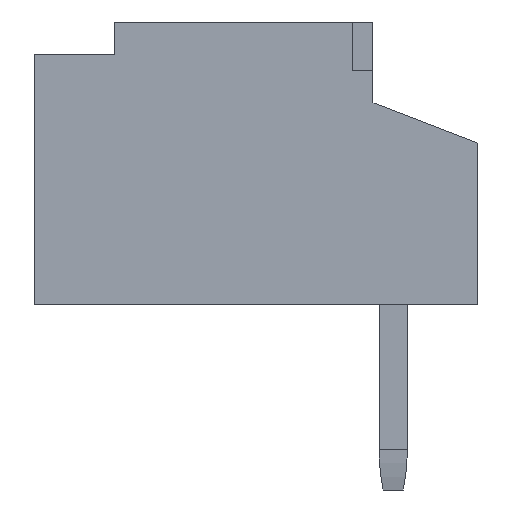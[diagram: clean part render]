
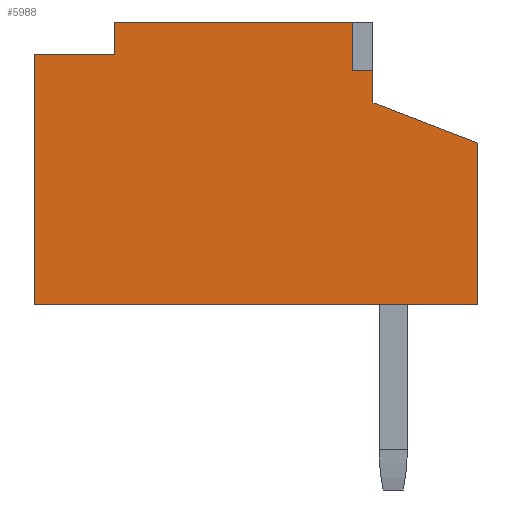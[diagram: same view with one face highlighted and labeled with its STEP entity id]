
A CAD part, left-side view. The second image highlights one B-rep face of the part: STEP entity #5988.
In plain terms, the highlighted planar face has unit normal (-1, 0, 0).
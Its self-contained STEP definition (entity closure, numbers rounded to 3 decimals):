
#9=DIRECTION('',(0.,0.,1.));
#10=VECTOR('',#9,2.);
#11=CARTESIAN_POINT('',(-8.375,-4.525,-1.9));
#12=LINE('',#11,#10);
#25=DIRECTION('',(0.,1.,0.));
#26=VECTOR('',#25,0.25);
#27=CARTESIAN_POINT('',(-8.375,-3.225,1.));
#28=LINE('',#27,#26);
#29=DIRECTION('',(0.,0.,-1.));
#30=VECTOR('',#29,0.4);
#31=CARTESIAN_POINT('',(-8.375,-3.225,1.));
#32=LINE('',#31,#30);
#33=DIRECTION('',(0.,0.933,0.359));
#34=VECTOR('',#33,1.393);
#35=CARTESIAN_POINT('',(-8.375,-4.525,0.1));
#36=LINE('',#35,#34);
#37=DIRECTION('',(0.,1.,0.));
#38=VECTOR('',#37,5.5);
#39=CARTESIAN_POINT('',(-8.375,-4.525,-1.9));
#40=LINE('',#39,#38);
#41=DIRECTION('',(0.,-1.,0.));
#42=VECTOR('',#41,1.);
#43=CARTESIAN_POINT('',(-8.375,0.975,1.2));
#44=LINE('',#43,#42);
#45=DIRECTION('',(0.,0.,-1.));
#46=VECTOR('',#45,0.4);
#47=CARTESIAN_POINT('',(-8.375,-0.025,1.6));
#48=LINE('',#47,#46);
#49=DIRECTION('',(0.,0.,-1.));
#50=VECTOR('',#49,0.6);
#51=CARTESIAN_POINT('',(-8.375,-2.975,1.6));
#52=LINE('',#51,#50);
#233=DIRECTION('',(0.,1.,0.));
#234=VECTOR('',#233,2.95);
#235=CARTESIAN_POINT('',(-8.375,-2.975,1.6));
#236=LINE('',#235,#234);
#325=DIRECTION('',(0.,0.,1.));
#326=VECTOR('',#325,3.1);
#327=CARTESIAN_POINT('',(-8.375,0.975,-1.9));
#328=LINE('',#327,#326);
#4537=CARTESIAN_POINT('',(-8.375,-4.525,-1.9));
#4538=CARTESIAN_POINT('',(-8.375,0.975,-1.9));
#4539=VERTEX_POINT('',#4537);
#4540=VERTEX_POINT('',#4538);
#4569=CARTESIAN_POINT('',(-8.375,-0.025,1.6));
#4570=CARTESIAN_POINT('',(-8.375,-0.025,1.2));
#4571=VERTEX_POINT('',#4569);
#4572=VERTEX_POINT('',#4570);
#4585=CARTESIAN_POINT('',(-8.375,0.975,1.2));
#4586=VERTEX_POINT('',#4585);
#5091=CARTESIAN_POINT('',(-8.375,-4.525,0.1));
#5093=VERTEX_POINT('',#5091);
#5099=CARTESIAN_POINT('',(-8.375,-3.225,0.6));
#5100=VERTEX_POINT('',#5099);
#5207=CARTESIAN_POINT('',(-8.375,-3.225,1.));
#5208=CARTESIAN_POINT('',(-8.375,-2.975,1.));
#5209=VERTEX_POINT('',#5207);
#5210=VERTEX_POINT('',#5208);
#5221=CARTESIAN_POINT('',(-8.375,-2.975,1.6));
#5222=VERTEX_POINT('',#5221);
#5963=CARTESIAN_POINT('',(-8.375,-4.525,-1.9));
#5964=DIRECTION('',(-1.,0.,0.));
#5965=DIRECTION('',(0.,0.,1.));
#5966=AXIS2_PLACEMENT_3D('',#5963,#5964,#5965);
#5967=PLANE('',#5966);
#5969=ORIENTED_EDGE('',*,*,#5968,.F.);
#5971=ORIENTED_EDGE('',*,*,#5970,.T.);
#5972=ORIENTED_EDGE('',*,*,#5939,.F.);
#5973=ORIENTED_EDGE('',*,*,#5912,.F.);
#5975=ORIENTED_EDGE('',*,*,#5974,.T.);
#5977=ORIENTED_EDGE('',*,*,#5976,.T.);
#5979=ORIENTED_EDGE('',*,*,#5978,.T.);
#5981=ORIENTED_EDGE('',*,*,#5980,.F.);
#5983=ORIENTED_EDGE('',*,*,#5982,.F.);
#5985=ORIENTED_EDGE('',*,*,#5984,.T.);
#5986=EDGE_LOOP('',(#5969,#5971,#5972,#5973,#5975,#5977,#5979,#5981,#5983,
#5985));
#5987=FACE_OUTER_BOUND('',#5986,.F.);
#5988=ADVANCED_FACE('',(#5987),#5967,.T.);
#5912=EDGE_CURVE('',#4539,#5093,#12,.T.);
#5939=EDGE_CURVE('',#5093,#5100,#36,.T.);
#5968=EDGE_CURVE('',#5209,#5210,#28,.T.);
#5970=EDGE_CURVE('',#5209,#5100,#32,.T.);
#5974=EDGE_CURVE('',#4539,#4540,#40,.T.);
#5976=EDGE_CURVE('',#4540,#4586,#328,.T.);
#5978=EDGE_CURVE('',#4586,#4572,#44,.T.);
#5980=EDGE_CURVE('',#4571,#4572,#48,.T.);
#5982=EDGE_CURVE('',#5222,#4571,#236,.T.);
#5984=EDGE_CURVE('',#5222,#5210,#52,.T.);
